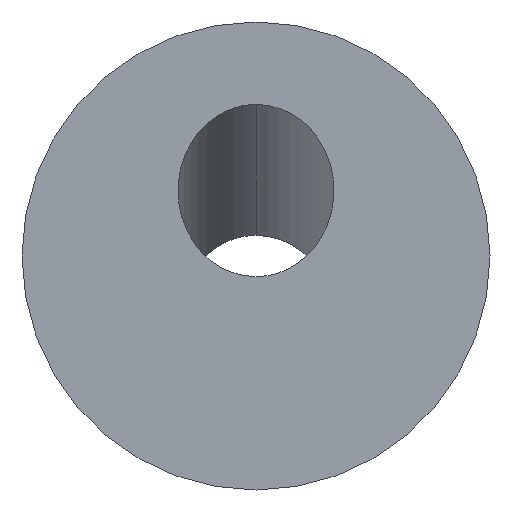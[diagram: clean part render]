
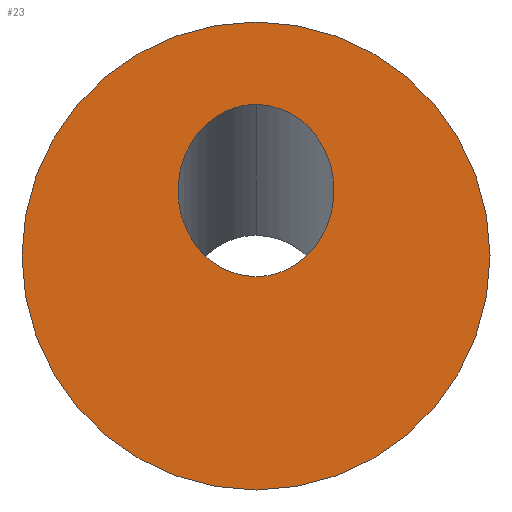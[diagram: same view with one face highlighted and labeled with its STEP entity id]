
A CAD part, front view. The second image highlights one B-rep face of the part: STEP entity #23.
In plain terms, the highlighted planar face has unit normal (0, -1, 0).
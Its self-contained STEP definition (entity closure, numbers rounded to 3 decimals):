
#23 = ADVANCED_FACE ( 'NONE', ( #281, #149 ), #344, .F. ) ;
#27 = EDGE_CURVE ( 'NONE', #143, #198, #124, .T. ) ;
#32 = CARTESIAN_POINT ( 'NONE',  ( 0., -2.7, 2.914 ) ) ;
#35 = EDGE_CURVE ( 'NONE', #51, #168, #294, .T. ) ;
#39 = DIRECTION ( 'NONE',  ( 0., 1., 0. ) ) ;
#51 = VERTEX_POINT ( 'NONE', #229 ) ;
#52 = EDGE_CURVE ( 'NONE', #198, #143, #102, .T. ) ;
#54 = ORIENTED_EDGE ( 'NONE', *, *, #189, .F. ) ;
#71 = AXIS2_PLACEMENT_3D ( 'NONE', #257, #261, #338 ) ;
#91 = DIRECTION ( 'NONE',  ( 0., 0., 1. ) ) ;
#93 = CARTESIAN_POINT ( 'NONE',  ( 0., -2.7, 2.914 ) ) ;
#94 = CARTESIAN_POINT ( 'NONE',  ( 3., -2.7, -0.396 ) ) ;
#102 =( BOUNDED_CURVE ( )  B_SPLINE_CURVE ( 3, ( #93, #199, #94, #204 ),
 .UNSPECIFIED., .F., .T. ) 
 B_SPLINE_CURVE_WITH_KNOTS ( ( 4, 4 ),
 ( 3.142, 6.283 ),
 .UNSPECIFIED. ) 
 CURVE ( )  GEOMETRIC_REPRESENTATION_ITEM ( )  RATIONAL_B_SPLINE_CURVE ( ( 1., 0.333, 0.333, 1. ) ) 
 REPRESENTATION_ITEM ( '' )  );
#120 = EDGE_LOOP ( 'NONE', ( #247, #302 ) ) ;
#122 = CARTESIAN_POINT ( 'NONE',  ( 0., -2.7, 0. ) ) ;
#124 =( BOUNDED_CURVE ( )  B_SPLINE_CURVE ( 3, ( #343, #228, #318, #342 ),
 .UNSPECIFIED., .F., .T. ) 
 B_SPLINE_CURVE_WITH_KNOTS ( ( 4, 4 ),
 ( 0., 3.142 ),
 .UNSPECIFIED. ) 
 CURVE ( )  GEOMETRIC_REPRESENTATION_ITEM ( )  RATIONAL_B_SPLINE_CURVE ( ( 1., 0.333, 0.333, 1. ) ) 
 REPRESENTATION_ITEM ( '' )  );
#138 = CARTESIAN_POINT ( 'NONE',  ( 0., -2.7, 4.5 ) ) ;
#143 = VERTEX_POINT ( 'NONE', #319 ) ;
#149 = FACE_OUTER_BOUND ( 'NONE', #278, .T. ) ;
#168 = VERTEX_POINT ( 'NONE', #138 ) ;
#173 = DIRECTION ( 'NONE',  ( 0., 1., 0. ) ) ;
#189 = EDGE_CURVE ( 'NONE', #168, #51, #262, .T. ) ;
#198 = VERTEX_POINT ( 'NONE', #32 ) ;
#199 = CARTESIAN_POINT ( 'NONE',  ( 3., -2.7, 2.914 ) ) ;
#204 = CARTESIAN_POINT ( 'NONE',  ( 0., -2.7, -0.396 ) ) ;
#206 = AXIS2_PLACEMENT_3D ( 'NONE', #122, #173, #91 ) ;
#228 = CARTESIAN_POINT ( 'NONE',  ( -3., -2.7, -0.396 ) ) ;
#229 = CARTESIAN_POINT ( 'NONE',  ( 0., -2.7, -4.5 ) ) ;
#247 = ORIENTED_EDGE ( 'NONE', *, *, #52, .T. ) ;
#251 = ORIENTED_EDGE ( 'NONE', *, *, #35, .F. ) ;
#257 = CARTESIAN_POINT ( 'NONE',  ( 0., -2.7, 0. ) ) ;
#261 = DIRECTION ( 'NONE',  ( 0., 1., 0. ) ) ;
#262 = CIRCLE ( 'NONE', #352, 4.5 ) ;
#278 = EDGE_LOOP ( 'NONE', ( #251, #54 ) ) ;
#281 = FACE_BOUND ( 'NONE', #120, .T. ) ;
#282 = CARTESIAN_POINT ( 'NONE',  ( 0., -2.7, 0. ) ) ;
#294 = CIRCLE ( 'NONE', #71, 4.5 ) ;
#302 = ORIENTED_EDGE ( 'NONE', *, *, #27, .T. ) ;
#318 = CARTESIAN_POINT ( 'NONE',  ( -3., -2.7, 2.914 ) ) ;
#319 = CARTESIAN_POINT ( 'NONE',  ( 0., -2.7, -0.396 ) ) ;
#338 = DIRECTION ( 'NONE',  ( 0., 0., 1. ) ) ;
#342 = CARTESIAN_POINT ( 'NONE',  ( 0., -2.7, 2.914 ) ) ;
#343 = CARTESIAN_POINT ( 'NONE',  ( 0., -2.7, -0.396 ) ) ;
#344 = PLANE ( 'NONE',  #206 ) ;
#345 = DIRECTION ( 'NONE',  ( 0., 0., 1. ) ) ;
#352 = AXIS2_PLACEMENT_3D ( 'NONE', #282, #39, #345 ) ;
